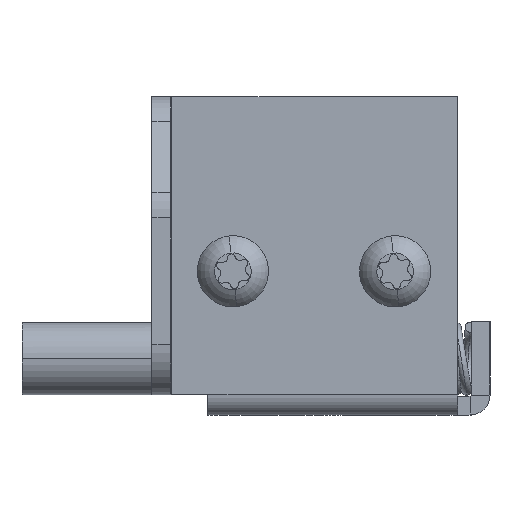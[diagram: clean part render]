
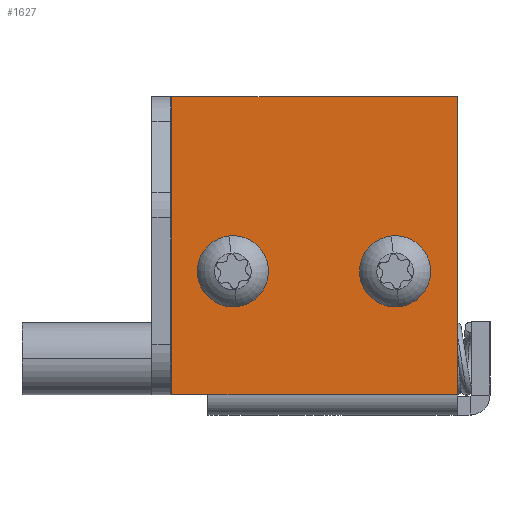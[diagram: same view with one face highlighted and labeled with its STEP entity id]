
A CAD part, top view. The second image highlights one B-rep face of the part: STEP entity #1627.
In plain terms, the highlighted face is planar.
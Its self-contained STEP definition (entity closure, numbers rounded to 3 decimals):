
#3 = EDGE_CURVE ( 'NONE', #2635, #784, #1939, .T. ) ;
#56 = ORIENTED_EDGE ( 'NONE', *, *, #3, .F. ) ;
#67 = CARTESIAN_POINT ( 'NONE',  ( -10., 24., -1.5 ) ) ;
#101 = EDGE_CURVE ( 'NONE', #2390, #1952, #371, .T. ) ;
#166 = CIRCLE ( 'NONE', #471, 1.6 ) ;
#196 = DIRECTION ( 'NONE',  ( 0., 0., -1. ) ) ;
#232 = CARTESIAN_POINT ( 'NONE',  ( -3.4, 10., -1.5 ) ) ;
#318 = EDGE_CURVE ( 'NONE', #1134, #3191, #3171, .T. ) ;
#331 = CARTESIAN_POINT ( 'NONE',  ( 8., 10., -1.5 ) ) ;
#371 = LINE ( 'NONE', #2281, #459 ) ;
#385 = ORIENTED_EDGE ( 'NONE', *, *, #898, .T. ) ;
#392 = AXIS2_PLACEMENT_3D ( 'NONE', #795, #2710, #1624 ) ;
#437 = CARTESIAN_POINT ( 'NONE',  ( 9.6, 10., -1.5 ) ) ;
#459 = VECTOR ( 'NONE', #2799, 1000. ) ;
#471 = AXIS2_PLACEMENT_3D ( 'NONE', #989, #196, #3223 ) ;
#472 = LINE ( 'NONE', #1813, #3395 ) ;
#483 = DIRECTION ( 'NONE',  ( 0., 1., 0. ) ) ;
#544 = DIRECTION ( 'NONE',  ( 0., 0., -1. ) ) ;
#640 = VECTOR ( 'NONE', #1103, 1000. ) ;
#680 = AXIS2_PLACEMENT_3D ( 'NONE', #970, #3448, #1534 ) ;
#744 = AXIS2_PLACEMENT_3D ( 'NONE', #2467, #544, #832 ) ;
#784 = VERTEX_POINT ( 'NONE', #1750 ) ;
#795 = CARTESIAN_POINT ( 'NONE',  ( -5., 10., -1.5 ) ) ;
#832 = DIRECTION ( 'NONE',  ( -1., 0., 0. ) ) ;
#859 = DIRECTION ( 'NONE',  ( 0., 0., -1. ) ) ;
#898 = EDGE_CURVE ( 'NONE', #936, #2390, #472, .T. ) ;
#936 = VERTEX_POINT ( 'NONE', #2408 ) ;
#970 = CARTESIAN_POINT ( 'NONE',  ( 10., 0., -1.5 ) ) ;
#989 = CARTESIAN_POINT ( 'NONE',  ( 8., 10., -1.5 ) ) ;
#1022 = EDGE_LOOP ( 'NONE', ( #1841, #2456, #1276, #1221, #385 ) ) ;
#1088 = CARTESIAN_POINT ( 'NONE',  ( 12.9, 0.1, -1.5 ) ) ;
#1091 = ORIENTED_EDGE ( 'NONE', *, *, #1347, .F. ) ;
#1103 = DIRECTION ( 'NONE',  ( -1., 0., 0. ) ) ;
#1113 = VECTOR ( 'NONE', #483, 1000. ) ;
#1134 = VERTEX_POINT ( 'NONE', #1088 ) ;
#1180 = EDGE_CURVE ( 'NONE', #784, #2635, #1902, .T. ) ;
#1182 = CARTESIAN_POINT ( 'NONE',  ( 6.4, 10., -1.5 ) ) ;
#1206 = FACE_BOUND ( 'NONE', #1751, .T. ) ;
#1217 = ORIENTED_EDGE ( 'NONE', *, *, #1180, .F. ) ;
#1221 = ORIENTED_EDGE ( 'NONE', *, *, #2332, .T. ) ;
#1223 = CARTESIAN_POINT ( 'NONE',  ( -10., 0.1, -1.5 ) ) ;
#1276 = ORIENTED_EDGE ( 'NONE', *, *, #318, .F. ) ;
#1347 = EDGE_CURVE ( 'NONE', #3024, #2915, #1555, .T. ) ;
#1534 = DIRECTION ( 'NONE',  ( 1., 0., 0. ) ) ;
#1543 = VECTOR ( 'NONE', #1784, 1000. ) ;
#1555 = CIRCLE ( 'NONE', #2400, 1.6 ) ;
#1624 = DIRECTION ( 'NONE',  ( -1., 0., 0. ) ) ;
#1627 = ADVANCED_FACE ( 'NONE', ( #2145, #1206, #3309 ), #3164, .F. ) ;
#1629 = LINE ( 'NONE', #2999, #640 ) ;
#1750 = CARTESIAN_POINT ( 'NONE',  ( -6.6, 10., -1.5 ) ) ;
#1751 = EDGE_LOOP ( 'NONE', ( #1217, #56 ) ) ;
#1784 = DIRECTION ( 'NONE',  ( -1., 0., 0. ) ) ;
#1813 = CARTESIAN_POINT ( 'NONE',  ( 10., 0.1, -1.5 ) ) ;
#1831 = CARTESIAN_POINT ( 'NONE',  ( 12.9, 0.1, -1.5 ) ) ;
#1841 = ORIENTED_EDGE ( 'NONE', *, *, #101, .T. ) ;
#1867 = EDGE_LOOP ( 'NONE', ( #2424, #1091 ) ) ;
#1902 = CIRCLE ( 'NONE', #392, 1.6 ) ;
#1906 = EDGE_CURVE ( 'NONE', #3191, #1952, #1629, .T. ) ;
#1939 = CIRCLE ( 'NONE', #744, 1.6 ) ;
#1952 = VERTEX_POINT ( 'NONE', #67 ) ;
#2083 = DIRECTION ( 'NONE',  ( -1., 0., 0. ) ) ;
#2145 = FACE_BOUND ( 'NONE', #1867, .T. ) ;
#2186 = EDGE_CURVE ( 'NONE', #2915, #3024, #166, .T. ) ;
#2281 = CARTESIAN_POINT ( 'NONE',  ( -10., 0., -1.5 ) ) ;
#2332 = EDGE_CURVE ( 'NONE', #1134, #936, #2820, .T. ) ;
#2390 = VERTEX_POINT ( 'NONE', #1223 ) ;
#2400 = AXIS2_PLACEMENT_3D ( 'NONE', #331, #859, #2766 ) ;
#2408 = CARTESIAN_POINT ( 'NONE',  ( 10., 0.1, -1.5 ) ) ;
#2424 = ORIENTED_EDGE ( 'NONE', *, *, #2186, .F. ) ;
#2456 = ORIENTED_EDGE ( 'NONE', *, *, #1906, .F. ) ;
#2467 = CARTESIAN_POINT ( 'NONE',  ( -5., 10., -1.5 ) ) ;
#2468 = CARTESIAN_POINT ( 'NONE',  ( 12.9, 24., -1.5 ) ) ;
#2635 = VERTEX_POINT ( 'NONE', #232 ) ;
#2710 = DIRECTION ( 'NONE',  ( 0., 0., -1. ) ) ;
#2766 = DIRECTION ( 'NONE',  ( -1., 0., 0. ) ) ;
#2799 = DIRECTION ( 'NONE',  ( 0., 1., 0. ) ) ;
#2820 = LINE ( 'NONE', #2902, #1543 ) ;
#2902 = CARTESIAN_POINT ( 'NONE',  ( 12.9, 0.1, -1.5 ) ) ;
#2915 = VERTEX_POINT ( 'NONE', #1182 ) ;
#2999 = CARTESIAN_POINT ( 'NONE',  ( 10., 24., -1.5 ) ) ;
#3024 = VERTEX_POINT ( 'NONE', #437 ) ;
#3164 = PLANE ( 'NONE',  #680 ) ;
#3171 = LINE ( 'NONE', #1831, #1113 ) ;
#3191 = VERTEX_POINT ( 'NONE', #2468 ) ;
#3223 = DIRECTION ( 'NONE',  ( -1., 0., 0. ) ) ;
#3309 = FACE_OUTER_BOUND ( 'NONE', #1022, .T. ) ;
#3395 = VECTOR ( 'NONE', #2083, 1000. ) ;
#3448 = DIRECTION ( 'NONE',  ( 0., 0., 1. ) ) ;
